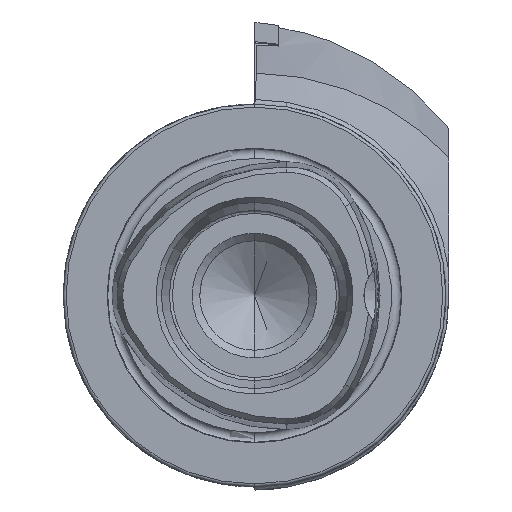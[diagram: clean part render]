
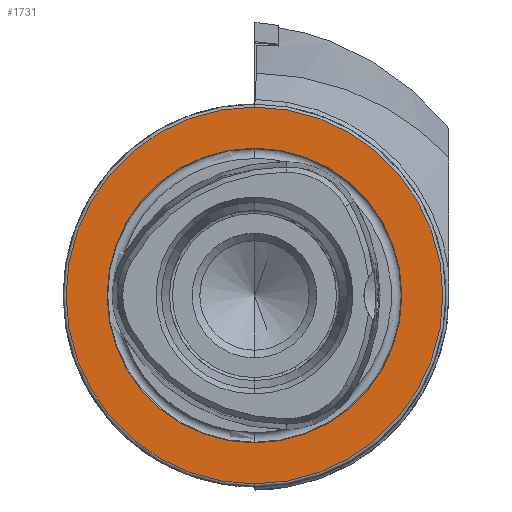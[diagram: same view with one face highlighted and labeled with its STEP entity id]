
A CAD part, left-side view. The second image highlights one B-rep face of the part: STEP entity #1731.
In plain terms, the highlighted planar face has unit normal (-1, 0, 0).
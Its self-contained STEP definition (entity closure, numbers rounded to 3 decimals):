
#146 = CARTESIAN_POINT ( 'NONE',  ( 0., 24.25, 0. ) ) ;
#149 = PLANE ( 'NONE',  #5975 ) ;
#151 = DIRECTION ( 'NONE',  ( 1., 0., 0. ) ) ;
#152 = DIRECTION ( 'NONE',  ( 0., 0., -1. ) ) ;
#733 = EDGE_LOOP ( 'NONE', ( #3685, #3686 ) ) ;
#740 = EDGE_LOOP ( 'NONE', ( #3683, #3684 ) ) ;
#1731 = ADVANCED_FACE ( 'NONE', ( #6094, #6076 ), #149, .F. ) ;
#2366 = CARTESIAN_POINT ( 'NONE',  ( 0., 0., 0. ) ) ;
#2367 = DIRECTION ( 'NONE',  ( -1., 0., 0. ) ) ;
#2368 = DIRECTION ( 'NONE',  ( 0., 0., 1. ) ) ;
#2369 = CARTESIAN_POINT ( 'NONE',  ( 0., 0., 0. ) ) ;
#2370 = DIRECTION ( 'NONE',  ( -1., 0., 0. ) ) ;
#2371 = DIRECTION ( 'NONE',  ( 0., 0., 1. ) ) ;
#3304 = CIRCLE ( 'NONE', #7720, 24.25 ) ;
#3313 = CIRCLE ( 'NONE', #7723, 31. ) ;
#3683 = ORIENTED_EDGE ( 'NONE', *, *, #4831, .F. ) ;
#3684 = ORIENTED_EDGE ( 'NONE', *, *, #4796, .F. ) ;
#3685 = ORIENTED_EDGE ( 'NONE', *, *, #4800, .T. ) ;
#3686 = ORIENTED_EDGE ( 'NONE', *, *, #4830, .T. ) ;
#4204 = CIRCLE ( 'NONE', #7726, 31. ) ;
#4207 = CIRCLE ( 'NONE', #7727, 24.25 ) ;
#4796 = EDGE_CURVE ( 'NONE', #7206, #7208, #3304, .T. ) ;
#4800 = EDGE_CURVE ( 'NONE', #7210, #7211, #3313, .T. ) ;
#4830 = EDGE_CURVE ( 'NONE', #7211, #7210, #4204, .T. ) ;
#4831 = EDGE_CURVE ( 'NONE', #7208, #7206, #4207, .T. ) ;
#5789 = CARTESIAN_POINT ( 'NONE',  ( 0., 0., 0. ) ) ;
#5790 = DIRECTION ( 'NONE',  ( -1., 0., 0. ) ) ;
#5791 = DIRECTION ( 'NONE',  ( 0., 0., 1. ) ) ;
#5800 = CARTESIAN_POINT ( 'NONE',  ( 0., 0., 0. ) ) ;
#5801 = DIRECTION ( 'NONE',  ( -1., 0., 0. ) ) ;
#5802 = DIRECTION ( 'NONE',  ( 0., 0., 1. ) ) ;
#5975 = AXIS2_PLACEMENT_3D ( 'NONE', #146, #151, #152 ) ;
#6076 = FACE_OUTER_BOUND ( 'NONE', #733, .T. ) ;
#6094 = FACE_BOUND ( 'NONE', #740, .T. ) ;
#7206 = VERTEX_POINT ( 'NONE', #8757 ) ;
#7208 = VERTEX_POINT ( 'NONE', #8779 ) ;
#7210 = VERTEX_POINT ( 'NONE', #8781 ) ;
#7211 = VERTEX_POINT ( 'NONE', #8782 ) ;
#7720 = AXIS2_PLACEMENT_3D ( 'NONE', #5789, #5790, #5791 ) ;
#7723 = AXIS2_PLACEMENT_3D ( 'NONE', #5800, #5801, #5802 ) ;
#7726 = AXIS2_PLACEMENT_3D ( 'NONE', #2366, #2367, #2368 ) ;
#7727 = AXIS2_PLACEMENT_3D ( 'NONE', #2369, #2370, #2371 ) ;
#8757 = CARTESIAN_POINT ( 'NONE',  ( 0., 0., -24.25 ) ) ;
#8779 = CARTESIAN_POINT ( 'NONE',  ( 0., 0., 24.25 ) ) ;
#8781 = CARTESIAN_POINT ( 'NONE',  ( 0., 0., 31. ) ) ;
#8782 = CARTESIAN_POINT ( 'NONE',  ( 0., 0., -31. ) ) ;
